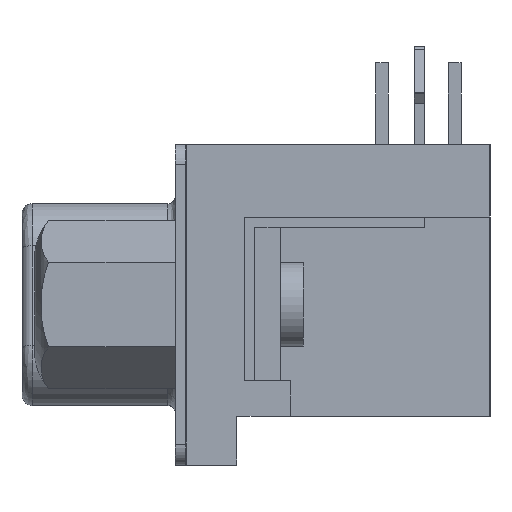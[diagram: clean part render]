
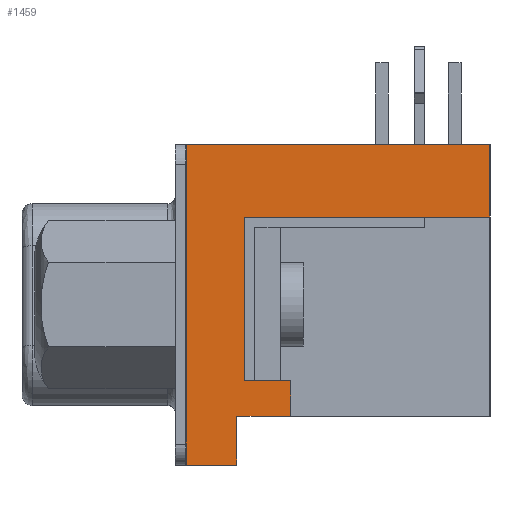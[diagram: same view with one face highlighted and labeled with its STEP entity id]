
A CAD part, left-side view. The second image highlights one B-rep face of the part: STEP entity #1459.
In plain terms, the highlighted planar face has unit normal (-1, 0, 0).
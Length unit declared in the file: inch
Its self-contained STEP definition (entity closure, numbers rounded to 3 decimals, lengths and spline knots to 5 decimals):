
#1452 = ORIENTED_EDGE ( 'NONE', *, *, #11402, .T. ) ;
#1453 = ORIENTED_EDGE ( 'NONE', *, *, #1676, .F. ) ;
#1454 = EDGE_CURVE ( 'NONE', #11531, #1669, #11811, .T. ) ;
#1459 = ADVANCED_FACE ( 'NONE', ( #11862 ), #11856, .T. ) ;
#1460 = EDGE_CURVE ( 'NONE', #10753, #1677, #11854, .T. ) ;
#1461 = ORIENTED_EDGE ( 'NONE', *, *, #10849, .T. ) ;
#1463 = ORIENTED_EDGE ( 'NONE', *, *, #1454, .F. ) ;
#1464 = ORIENTED_EDGE ( 'NONE', *, *, #1475, .F. ) ;
#1466 = ORIENTED_EDGE ( 'NONE', *, *, #11282, .T. ) ;
#1474 = EDGE_LOOP ( 'NONE', ( #1762, #1476, #1453, #1463, #1466, #1661, #1452, #1464, #1461, #1672 ) ) ;
#1475 = EDGE_CURVE ( 'NONE', #10870, #11250, #11893, .T. ) ;
#1476 = ORIENTED_EDGE ( 'NONE', *, *, #1460, .T. ) ;
#1661 = ORIENTED_EDGE ( 'NONE', *, *, #11674, .T. ) ;
#1669 = VERTEX_POINT ( 'NONE', #12239 ) ;
#1672 = ORIENTED_EDGE ( 'NONE', *, *, #10756, .T. ) ;
#1676 = EDGE_CURVE ( 'NONE', #1669, #1677, #9707, .T. ) ;
#1677 = VERTEX_POINT ( 'NONE', #12298 ) ;
#1762 = ORIENTED_EDGE ( 'NONE', *, *, #10776, .T. ) ;
#7941 = DIRECTION ( 'NONE',  ( 0., 1., 0. ) ) ;
#7942 = VECTOR ( 'NONE', #7941, 39.37008 ) ;
#7943 = CARTESIAN_POINT ( 'NONE',  ( -1.04409, 0., -0.11713 ) ) ;
#7945 = LINE ( 'NONE', #7943, #7942 ) ;
#7954 = CARTESIAN_POINT ( 'NONE',  ( -1.04409, -0.09055, 0.13484 ) ) ;
#7980 = CARTESIAN_POINT ( 'NONE',  ( -1.04409, -0.16142, -0.11713 ) ) ;
#8007 = CARTESIAN_POINT ( 'NONE',  ( -1.04409, -0.09055, -0.11713 ) ) ;
#8018 = VECTOR ( 'NONE', #8024, 39.37008 ) ;
#8023 = LINE ( 'NONE', #8025, #8018 ) ;
#8024 = DIRECTION ( 'NONE',  ( 0., 0., 1. ) ) ;
#8025 = CARTESIAN_POINT ( 'NONE',  ( -1.04409, -0.09055, -0.21555 ) ) ;
#8096 = CARTESIAN_POINT ( 'NONE',  ( -1.04409, -0.16142, -0.17224 ) ) ;
#8107 = DIRECTION ( 'NONE',  ( 0., 0., 1. ) ) ;
#8108 = VECTOR ( 'NONE', #8107, 39.37008 ) ;
#8110 = CARTESIAN_POINT ( 'NONE',  ( -1.04409, -0.16142, -0.21555 ) ) ;
#8111 = LINE ( 'NONE', #8110, #8108 ) ;
#8258 = CARTESIAN_POINT ( 'NONE',  ( -1.04409, -0.07874, -0.24705 ) ) ;
#8281 = LINE ( 'NONE', #8374, #8373 ) ;
#8303 = CARTESIAN_POINT ( 'NONE',  ( -1.04409, -0.07874, -0.17224 ) ) ;
#8315 = CARTESIAN_POINT ( 'NONE',  ( -1.04409, -0.00079, -0.24705 ) ) ;
#8342 = DIRECTION ( 'NONE',  ( 0., 0., -1. ) ) ;
#8343 = VECTOR ( 'NONE', #8342, 39.37008 ) ;
#8344 = CARTESIAN_POINT ( 'NONE',  ( -1.04409, -0.00079, -0.21555 ) ) ;
#8345 = LINE ( 'NONE', #8344, #8343 ) ;
#8372 = DIRECTION ( 'NONE',  ( 0., 0., 1. ) ) ;
#8373 = VECTOR ( 'NONE', #8372, 39.37008 ) ;
#8374 = CARTESIAN_POINT ( 'NONE',  ( -1.04409, -0.07874, -0.21555 ) ) ;
#8384 = CARTESIAN_POINT ( 'NONE',  ( -1.04409, -0.00079, 0.24705 ) ) ;
#8408 = DIRECTION ( 'NONE',  ( 0., -1., 0. ) ) ;
#8409 = VECTOR ( 'NONE', #8408, 39.37008 ) ;
#8413 = CARTESIAN_POINT ( 'NONE',  ( -1.04409, 0., -0.24705 ) ) ;
#8424 = LINE ( 'NONE', #8413, #8409 ) ;
#9704 = DIRECTION ( 'NONE',  ( 0., 0., -1. ) ) ;
#9705 = VECTOR ( 'NONE', #9704, 39.37008 ) ;
#9706 = CARTESIAN_POINT ( 'NONE',  ( -1.04409, -0.4685, 0.24705 ) ) ;
#9707 = LINE ( 'NONE', #9706, #9705 ) ;
#10753 = VERTEX_POINT ( 'NONE', #7954 ) ;
#10756 = EDGE_CURVE ( 'NONE', #10770, #10793, #7945, .T. ) ;
#10770 = VERTEX_POINT ( 'NONE', #7980 ) ;
#10776 = EDGE_CURVE ( 'NONE', #10793, #10753, #8023, .T. ) ;
#10793 = VERTEX_POINT ( 'NONE', #8007 ) ;
#10849 = EDGE_CURVE ( 'NONE', #10870, #10770, #8111, .T. ) ;
#10870 = VERTEX_POINT ( 'NONE', #8096 ) ;
#11166 = VERTEX_POINT ( 'NONE', #8258 ) ;
#11250 = VERTEX_POINT ( 'NONE', #8303 ) ;
#11282 = EDGE_CURVE ( 'NONE', #11531, #11414, #8345, .T. ) ;
#11402 = EDGE_CURVE ( 'NONE', #11166, #11250, #8281, .T. ) ;
#11414 = VERTEX_POINT ( 'NONE', #8315 ) ;
#11531 = VERTEX_POINT ( 'NONE', #8384 ) ;
#11674 = EDGE_CURVE ( 'NONE', #11414, #11166, #8424, .T. ) ;
#11775 = AXIS2_PLACEMENT_3D ( 'NONE', #11872, #11850, #11849 ) ;
#11809 = VECTOR ( 'NONE', #11864, 39.37008 ) ;
#11810 = CARTESIAN_POINT ( 'NONE',  ( -1.04409, 0., 0.24705 ) ) ;
#11811 = LINE ( 'NONE', #11810, #11809 ) ;
#11845 = DIRECTION ( 'NONE',  ( 0., -1., 0. ) ) ;
#11846 = VECTOR ( 'NONE', #11845, 39.37008 ) ;
#11849 = DIRECTION ( 'NONE',  ( 0., 0., 1. ) ) ;
#11850 = DIRECTION ( 'NONE',  ( -1., 0., 0. ) ) ;
#11852 = CARTESIAN_POINT ( 'NONE',  ( -1.04409, -0.4685, 0.13484 ) ) ;
#11854 = LINE ( 'NONE', #11852, #11846 ) ;
#11856 = PLANE ( 'NONE',  #11775 ) ;
#11862 = FACE_OUTER_BOUND ( 'NONE', #1474, .T. ) ;
#11864 = DIRECTION ( 'NONE',  ( 0., -1., 0. ) ) ;
#11872 = CARTESIAN_POINT ( 'NONE',  ( -1.04409, 0., -0.21555 ) ) ;
#11884 = DIRECTION ( 'NONE',  ( 0., 1., 0. ) ) ;
#11885 = VECTOR ( 'NONE', #11884, 39.37008 ) ;
#11886 = CARTESIAN_POINT ( 'NONE',  ( -1.04409, -0.4685, -0.17224 ) ) ;
#11893 = LINE ( 'NONE', #11886, #11885 ) ;
#12239 = CARTESIAN_POINT ( 'NONE',  ( -1.04409, -0.4685, 0.24705 ) ) ;
#12298 = CARTESIAN_POINT ( 'NONE',  ( -1.04409, -0.4685, 0.13484 ) ) ;
